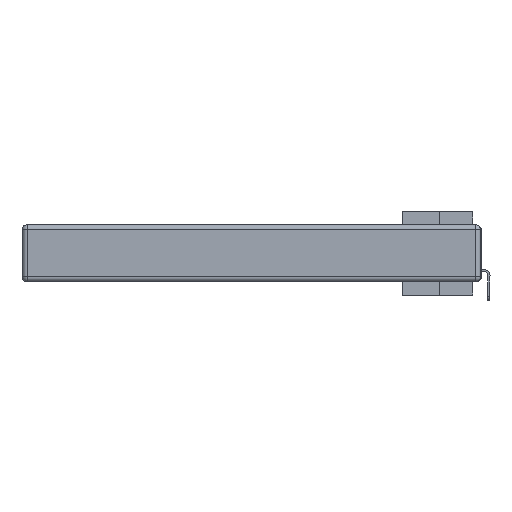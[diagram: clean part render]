
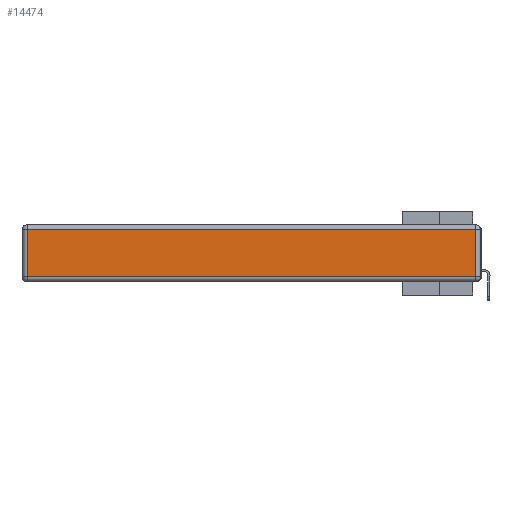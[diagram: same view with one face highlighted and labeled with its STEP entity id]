
A CAD part, left-side view. The second image highlights one B-rep face of the part: STEP entity #14474.
In plain terms, the highlighted planar face has unit normal (-1, 0, 0).
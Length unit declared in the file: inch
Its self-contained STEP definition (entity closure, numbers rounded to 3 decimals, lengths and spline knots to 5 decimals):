
#498 = CARTESIAN_POINT ( 'NONE',  ( 0., 2.72, -0.343 ) ) ;
#660 = CARTESIAN_POINT ( 'NONE',  ( 0., 2.72, -0.03 ) ) ;
#806 = DIRECTION ( 'NONE',  ( 0., 1., 0. ) ) ;
#2091 = VERTEX_POINT ( 'NONE', #660 ) ;
#4124 = LINE ( 'NONE', #498, #26049 ) ;
#4415 = CARTESIAN_POINT ( 'NONE',  ( 0., 0.03, -0.313 ) ) ;
#5161 = ORIENTED_EDGE ( 'NONE', *, *, #11545, .T. ) ;
#5781 = CARTESIAN_POINT ( 'NONE',  ( 0., 0., -0.343 ) ) ;
#5850 = EDGE_LOOP ( 'NONE', ( #10508, #5161, #33375, #28356 ) ) ;
#6607 = PLANE ( 'NONE',  #22495 ) ;
#6649 = DIRECTION ( 'NONE',  ( 0., -1., 0. ) ) ;
#8118 = VECTOR ( 'NONE', #806, 39.37008 ) ;
#9950 = CARTESIAN_POINT ( 'NONE',  ( 0., 2.75, -0.03 ) ) ;
#10508 = ORIENTED_EDGE ( 'NONE', *, *, #37097, .T. ) ;
#10604 = VECTOR ( 'NONE', #6649, 39.37008 ) ;
#10682 = CARTESIAN_POINT ( 'NONE',  ( 0., 0.03, -0.343 ) ) ;
#11476 = VERTEX_POINT ( 'NONE', #29298 ) ;
#11545 = EDGE_CURVE ( 'NONE', #16915, #23357, #36354, .T. ) ;
#12042 = LINE ( 'NONE', #9950, #8118 ) ;
#14474 = ADVANCED_FACE ( 'NONE', ( #40003 ), #6607, .T. ) ;
#15942 = LINE ( 'NONE', #28046, #10604 ) ;
#16915 = VERTEX_POINT ( 'NONE', #4415 ) ;
#16939 = DIRECTION ( 'NONE',  ( 0., 0., 1. ) ) ;
#18805 = DIRECTION ( 'NONE',  ( 0., 0., -1. ) ) ;
#22495 = AXIS2_PLACEMENT_3D ( 'NONE', #5781, #30669, #24596 ) ;
#23357 = VERTEX_POINT ( 'NONE', #24254 ) ;
#24254 = CARTESIAN_POINT ( 'NONE',  ( 0., 0.03, -0.03 ) ) ;
#24596 = DIRECTION ( 'NONE',  ( 0., 0., 1. ) ) ;
#26049 = VECTOR ( 'NONE', #18805, 39.37008 ) ;
#26081 = EDGE_CURVE ( 'NONE', #2091, #11476, #4124, .T. ) ;
#28046 = CARTESIAN_POINT ( 'NONE',  ( 0., 0., -0.313 ) ) ;
#28356 = ORIENTED_EDGE ( 'NONE', *, *, #26081, .T. ) ;
#29298 = CARTESIAN_POINT ( 'NONE',  ( 0., 2.72, -0.313 ) ) ;
#30669 = DIRECTION ( 'NONE',  ( -1., 0., 0. ) ) ;
#33375 = ORIENTED_EDGE ( 'NONE', *, *, #34095, .T. ) ;
#34095 = EDGE_CURVE ( 'NONE', #23357, #2091, #12042, .T. ) ;
#34399 = VECTOR ( 'NONE', #16939, 39.37008 ) ;
#36354 = LINE ( 'NONE', #10682, #34399 ) ;
#37097 = EDGE_CURVE ( 'NONE', #11476, #16915, #15942, .T. ) ;
#40003 = FACE_OUTER_BOUND ( 'NONE', #5850, .T. ) ;
